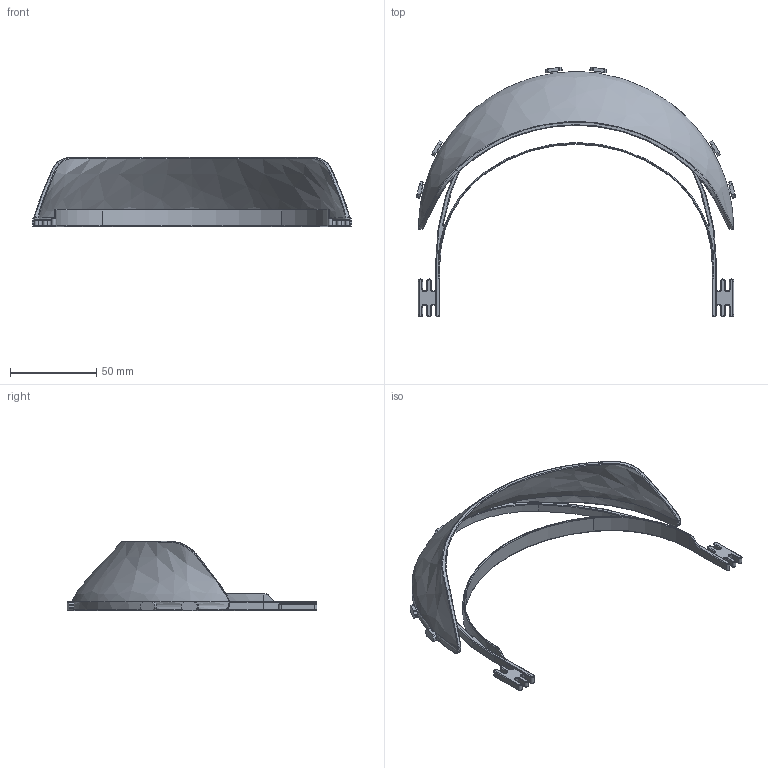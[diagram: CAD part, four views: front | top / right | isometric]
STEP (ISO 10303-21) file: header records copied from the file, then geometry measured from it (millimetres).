
FILE_DESCRIPTION(('CATIA V6 STEP','CAx-IF Rec.Pracs.--- Model Styling and Organization---1.4--- 2014-01-23'),'2;1');
FILE_NAME('128828-02 FACESHIELD FRAME PNWS B.1 Released.stp','2020-04-06T03:13:01+00:00',('none'),('none'),'3DEXPERIENCE Platform3DEXPERIENCE R2017x HotFix 12','3DEXPERIENCE Platform STEP AP214','none');
FILE_SCHEMA(('AUTOMOTIVE_DESIGN { 1 0 10303 214 1 1 1 1 }'));
Length unit declared in the file: millimetre
Products named in the file (1): FACESHIELD, FRAME, PNWS
Bounding box: 184.97 x 144.73 x 40 mm (x, y, z)
Volume: 31561.5 mm3; surface area: 33714.3 mm2
Topology: 1 solids, 1 shells, 467 faces, 1553 edges, 1087 vertices
Faces by surface type: cylinder 183, plane 145, torus 82, bspline 57
Entity records: 19263 total; most frequent: CARTESIAN_POINT 6922, ORIENTED_EDGE 3100, DIRECTION 1781, EDGE_CURVE 1550, VERTEX_POINT 1087, AXIS2_PLACEMENT_3D 871, VECTOR 550, LINE 550
